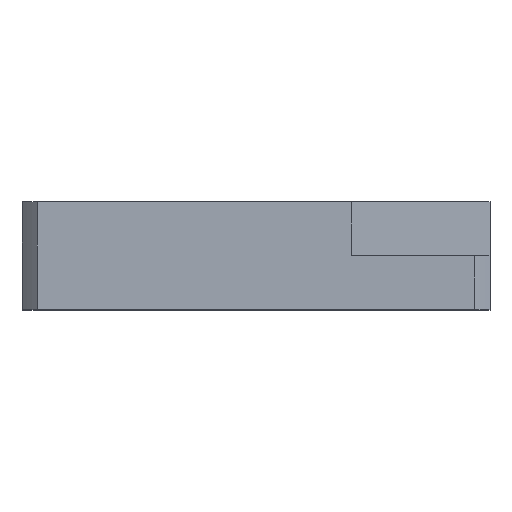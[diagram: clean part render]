
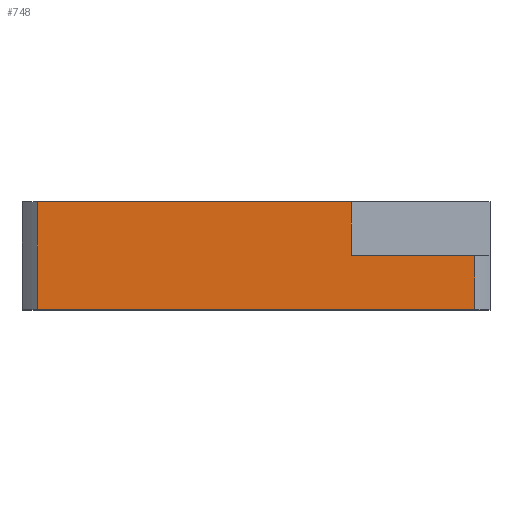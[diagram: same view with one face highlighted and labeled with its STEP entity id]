
A CAD part, top view. The second image highlights one B-rep face of the part: STEP entity #748.
In plain terms, the highlighted planar face has unit normal (0, 0, 1).
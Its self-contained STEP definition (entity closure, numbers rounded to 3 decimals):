
#73 = VECTOR ( 'NONE', #997, 1000. ) ;
#85 = DIRECTION ( 'NONE',  ( 0., 1., 0. ) ) ;
#124 = CARTESIAN_POINT ( 'NONE',  ( 58.194, 0., 65. ) ) ;
#192 = DIRECTION ( 'NONE',  ( 0., -1., 0. ) ) ;
#199 = LINE ( 'NONE', #697, #1133 ) ;
#252 = FACE_OUTER_BOUND ( 'NONE', #1047, .T. ) ;
#268 = CARTESIAN_POINT ( 'NONE',  ( 65., 0., 65. ) ) ;
#276 = LINE ( 'NONE', #873, #682 ) ;
#282 = DIRECTION ( 'NONE',  ( -1., 0., 0. ) ) ;
#301 = CARTESIAN_POINT ( 'NONE',  ( -60.795, 15., 65. ) ) ;
#322 = LINE ( 'NONE', #426, #735 ) ;
#372 = VERTEX_POINT ( 'NONE', #375 ) ;
#375 = CARTESIAN_POINT ( 'NONE',  ( 26.5, 15., 65. ) ) ;
#380 = PLANE ( 'NONE',  #1108 ) ;
#415 = DIRECTION ( 'NONE',  ( 1., 0., 0. ) ) ;
#426 = CARTESIAN_POINT ( 'NONE',  ( -60.795, 0., 65. ) ) ;
#483 = VERTEX_POINT ( 'NONE', #798 ) ;
#545 = VERTEX_POINT ( 'NONE', #912 ) ;
#568 = CARTESIAN_POINT ( 'NONE',  ( 26.5, 0., 65. ) ) ;
#611 = ORIENTED_EDGE ( 'NONE', *, *, #745, .T. ) ;
#616 = DIRECTION ( 'NONE',  ( 0., 0., 1. ) ) ;
#682 = VECTOR ( 'NONE', #1385, 1000. ) ;
#696 = EDGE_CURVE ( 'NONE', #545, #1548, #199, .T. ) ;
#697 = CARTESIAN_POINT ( 'NONE',  ( 60.795, 0., 65. ) ) ;
#735 = VECTOR ( 'NONE', #192, 1000. ) ;
#737 = VECTOR ( 'NONE', #282, 1000. ) ;
#745 = EDGE_CURVE ( 'NONE', #483, #545, #1378, .T. ) ;
#748 = ADVANCED_FACE ( 'NONE', ( #252 ), #380, .T. ) ;
#798 = CARTESIAN_POINT ( 'NONE',  ( -60.795, -15., 65. ) ) ;
#815 = ORIENTED_EDGE ( 'NONE', *, *, #1359, .T. ) ;
#857 = LINE ( 'NONE', #1369, #73 ) ;
#873 = CARTESIAN_POINT ( 'NONE',  ( 65., 15., 65. ) ) ;
#912 = CARTESIAN_POINT ( 'NONE',  ( 60.795, -15., 65. ) ) ;
#971 = CARTESIAN_POINT ( 'NONE',  ( 60.795, 0., 65. ) ) ;
#997 = DIRECTION ( 'NONE',  ( 0., 1., 0. ) ) ;
#1003 = CARTESIAN_POINT ( 'NONE',  ( 65., -15., 65. ) ) ;
#1047 = EDGE_LOOP ( 'NONE', ( #1049, #1341, #1514, #815, #1421, #611 ) ) ;
#1049 = ORIENTED_EDGE ( 'NONE', *, *, #696, .T. ) ;
#1108 = AXIS2_PLACEMENT_3D ( 'NONE', #268, #616, #415 ) ;
#1126 = LINE ( 'NONE', #124, #737 ) ;
#1133 = VECTOR ( 'NONE', #85, 1000. ) ;
#1248 = EDGE_CURVE ( 'NONE', #1548, #1416, #1126, .T. ) ;
#1341 = ORIENTED_EDGE ( 'NONE', *, *, #1248, .T. ) ;
#1359 = EDGE_CURVE ( 'NONE', #372, #1438, #276, .T. ) ;
#1369 = CARTESIAN_POINT ( 'NONE',  ( 26.5, 7.5, 65. ) ) ;
#1378 = LINE ( 'NONE', #1003, #1518 ) ;
#1385 = DIRECTION ( 'NONE',  ( -1., 0., 0. ) ) ;
#1390 = EDGE_CURVE ( 'NONE', #1438, #483, #322, .T. ) ;
#1416 = VERTEX_POINT ( 'NONE', #568 ) ;
#1421 = ORIENTED_EDGE ( 'NONE', *, *, #1390, .T. ) ;
#1438 = VERTEX_POINT ( 'NONE', #301 ) ;
#1492 = DIRECTION ( 'NONE',  ( 1., 0., 0. ) ) ;
#1514 = ORIENTED_EDGE ( 'NONE', *, *, #1581, .T. ) ;
#1518 = VECTOR ( 'NONE', #1492, 1000. ) ;
#1548 = VERTEX_POINT ( 'NONE', #971 ) ;
#1581 = EDGE_CURVE ( 'NONE', #1416, #372, #857, .T. ) ;
